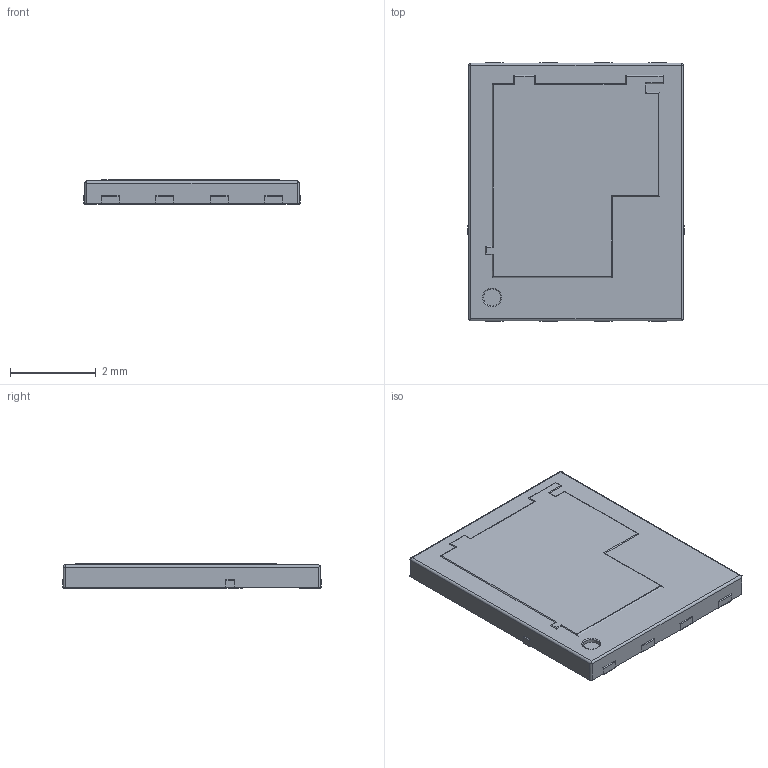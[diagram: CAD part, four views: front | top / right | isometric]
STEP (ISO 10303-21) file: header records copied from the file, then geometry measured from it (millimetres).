
FILE_DESCRIPTION(/* description */ ('Unknown'),/* implementation_level */ '2;1');
FILE_NAME(/* name */ 'PowerPak SO-8DC',/* time_stamp */ '2022-12-24T09:47:39+02:00',/* author */ ('Unknown'),/* organization */ ('Unknown'),/* preprocessor_version */ 'ST-DEVELOPER v18.1',/* originating_system */ 'Solid Edge',/* authorisation */ 'Unknown');
FILE_SCHEMA (('AUTOMOTIVE_DESIGN {1 0 10303 214 3 1 1}'));
Length unit declared in the file: millimetre
Products named in the file (5): PowerPak SO-8DC; Body; Drain pin; Gate pin; Source pin
Assembly tree (4 placements, depth 2):
  PowerPak SO-8DC
    Body
    Drain pin
    Gate pin
    Source pin
Bounding box: 5.04 x 6.02 x 0.56 mm (x, y, z)
Surface area: 149.8 mm2
Topology: 4 solids, 4 shells, 143 faces, 379 edges, 243 vertices
Faces by surface type: plane 90, cylinder 50, sphere 2, torus 1
Full cylindrical faces by diameter (mm): 0.4 x1
Entity records: 4483 total; most frequent: CARTESIAN_POINT 764, DIRECTION 753, ORIENTED_EDGE 748, EDGE_CURVE 374, LINE 291, VECTOR 291, VERTEX_POINT 242, AXIS2_PLACEMENT_3D 231
